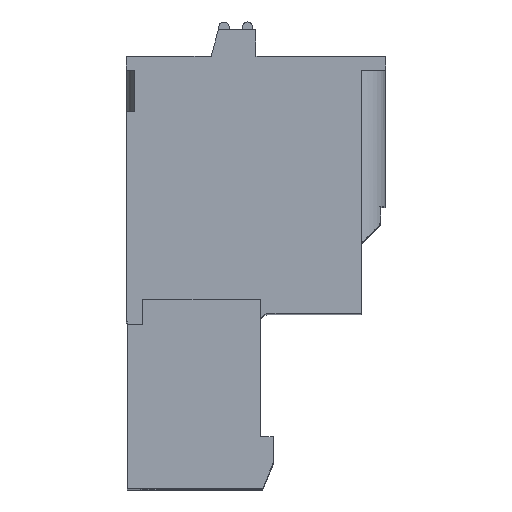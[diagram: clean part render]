
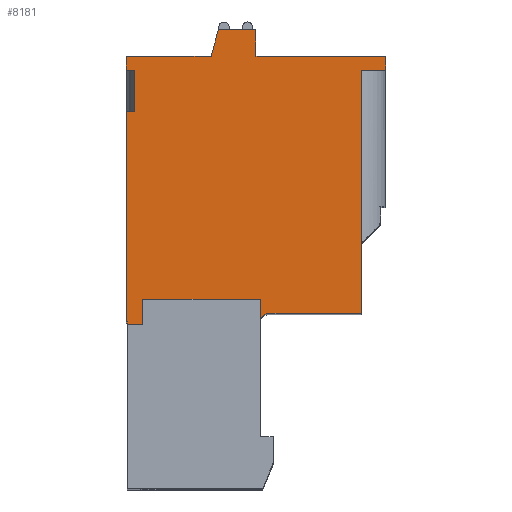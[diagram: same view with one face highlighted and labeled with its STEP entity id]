
A CAD part, top view. The second image highlights one B-rep face of the part: STEP entity #8181.
In plain terms, the highlighted planar face has unit normal (0, 0, 1).
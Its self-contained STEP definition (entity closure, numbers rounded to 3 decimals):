
#468=DIRECTION('',(0.,1.,0.));
#469=VECTOR('',#468,1.3);
#470=CARTESIAN_POINT('',(3.741,-4.022,2.5));
#471=LINE('',#470,#469);
#472=DIRECTION('',(-1.,0.,0.));
#473=VECTOR('',#472,6.8);
#474=CARTESIAN_POINT('',(3.741,-2.722,2.5));
#475=LINE('',#474,#473);
#476=DIRECTION('',(0.,-1.,0.));
#477=VECTOR('',#476,1.45);
#478=CARTESIAN_POINT('',(-3.059,-2.722,2.5));
#479=LINE('',#478,#477);
#480=DIRECTION('',(-1.,0.,0.));
#481=VECTOR('',#480,0.9);
#482=CARTESIAN_POINT('',(-3.059,-4.172,2.5));
#483=LINE('',#482,#481);
#484=DIRECTION('',(0.,-1.,0.));
#485=VECTOR('',#484,0.15);
#486=CARTESIAN_POINT('',(-3.959,-4.022,2.5));
#487=LINE('',#486,#485);
#488=DIRECTION('',(1.,0.,0.));
#489=VECTOR('',#488,0.05);
#490=CARTESIAN_POINT('',(-4.009,-4.022,2.5));
#491=LINE('',#490,#489);
#492=DIRECTION('',(0.,-1.,0.));
#493=VECTOR('',#492,12.15);
#494=CARTESIAN_POINT('',(-4.009,8.128,2.5));
#495=LINE('',#494,#493);
#496=DIRECTION('',(1.,0.,0.));
#497=VECTOR('',#496,0.5);
#498=CARTESIAN_POINT('',(-4.009,8.128,2.5));
#499=LINE('',#498,#497);
#500=DIRECTION('',(0.,-1.,0.));
#501=VECTOR('',#500,2.4);
#502=CARTESIAN_POINT('',(-3.509,10.528,2.5));
#503=LINE('',#502,#501);
#504=DIRECTION('',(1.,0.,0.));
#505=VECTOR('',#504,0.5);
#506=CARTESIAN_POINT('',(-4.009,10.528,2.5));
#507=LINE('',#506,#505);
#508=DIRECTION('',(0.,-1.,0.));
#509=VECTOR('',#508,0.8);
#510=CARTESIAN_POINT('',(-4.009,11.328,2.5));
#511=LINE('',#510,#509);
#512=DIRECTION('',(-1.,0.,0.));
#513=VECTOR('',#512,4.907);
#514=CARTESIAN_POINT('',(0.898,11.328,2.5));
#515=LINE('',#514,#513);
#516=DIRECTION('',(-0.259,-0.966,0.));
#517=VECTOR('',#516,1.605);
#518=CARTESIAN_POINT('',(1.313,12.878,2.5));
#519=LINE('',#518,#517);
#520=DIRECTION('',(-1.,0.,0.));
#521=VECTOR('',#520,2.178);
#522=CARTESIAN_POINT('',(3.491,12.878,2.5));
#523=LINE('',#522,#521);
#524=DIRECTION('',(0.,1.,0.));
#525=VECTOR('',#524,1.55);
#526=CARTESIAN_POINT('',(3.491,11.328,2.5));
#527=LINE('',#526,#525);
#528=DIRECTION('',(-1.,0.,0.));
#529=VECTOR('',#528,7.5);
#530=CARTESIAN_POINT('',(10.991,11.328,2.5));
#531=LINE('',#530,#529);
#532=DIRECTION('',(0.,1.,0.));
#533=VECTOR('',#532,0.8);
#534=CARTESIAN_POINT('',(10.991,10.528,2.5));
#535=LINE('',#534,#533);
#536=DIRECTION('',(-1.,0.,0.));
#537=VECTOR('',#536,1.4);
#538=CARTESIAN_POINT('',(10.991,10.528,2.5));
#539=LINE('',#538,#537);
#540=DIRECTION('',(1.,0.,0.));
#541=VECTOR('',#540,5.35);
#542=CARTESIAN_POINT('',(4.241,-3.522,2.5));
#543=LINE('',#542,#541);
#544=CARTESIAN_POINT('',(4.241,-4.022,2.5));
#545=DIRECTION('',(0.,0.,-1.));
#546=DIRECTION('',(-1.,0.,0.));
#547=AXIS2_PLACEMENT_3D('',#544,#545,#546);
#2174=DIRECTION('',(0.,1.,0.));
#2175=VECTOR('',#2174,14.05);
#2176=CARTESIAN_POINT('',(9.591,-3.522,2.5));
#2177=LINE('',#2176,#2175);
#5963=CARTESIAN_POINT('',(-4.009,-4.022,2.5));
#5964=CARTESIAN_POINT('',(-3.959,-4.022,2.5));
#5965=VERTEX_POINT('',#5963);
#5966=VERTEX_POINT('',#5964);
#5967=CARTESIAN_POINT('',(4.241,-3.522,2.5));
#5968=CARTESIAN_POINT('',(9.591,-3.522,2.5));
#5969=VERTEX_POINT('',#5967);
#5970=VERTEX_POINT('',#5968);
#5971=CARTESIAN_POINT('',(10.991,11.328,2.5));
#5972=CARTESIAN_POINT('',(3.491,11.328,2.5));
#5973=VERTEX_POINT('',#5971);
#5974=VERTEX_POINT('',#5972);
#5975=CARTESIAN_POINT('',(3.491,12.878,2.5));
#5976=VERTEX_POINT('',#5975);
#5977=CARTESIAN_POINT('',(1.313,12.878,2.5));
#5978=VERTEX_POINT('',#5977);
#5979=CARTESIAN_POINT('',(0.898,11.328,2.5));
#5980=VERTEX_POINT('',#5979);
#5981=CARTESIAN_POINT('',(-4.009,11.328,2.5));
#5982=VERTEX_POINT('',#5981);
#5987=CARTESIAN_POINT('',(10.991,10.528,2.5));
#5988=CARTESIAN_POINT('',(9.591,10.528,2.5));
#5989=VERTEX_POINT('',#5987);
#5990=VERTEX_POINT('',#5988);
#6105=CARTESIAN_POINT('',(3.741,-4.022,2.5));
#6106=CARTESIAN_POINT('',(3.741,-2.722,2.5));
#6107=VERTEX_POINT('',#6105);
#6108=VERTEX_POINT('',#6106);
#6109=CARTESIAN_POINT('',(-3.059,-2.722,2.5));
#6110=VERTEX_POINT('',#6109);
#6111=CARTESIAN_POINT('',(-3.059,-4.172,2.5));
#6112=VERTEX_POINT('',#6111);
#6113=CARTESIAN_POINT('',(-3.959,-4.172,2.5));
#6114=VERTEX_POINT('',#6113);
#6119=CARTESIAN_POINT('',(-4.009,10.528,2.5));
#6120=CARTESIAN_POINT('',(-3.509,10.528,2.5));
#6121=VERTEX_POINT('',#6119);
#6122=VERTEX_POINT('',#6120);
#6123=CARTESIAN_POINT('',(-4.009,8.128,2.5));
#6124=CARTESIAN_POINT('',(-3.509,8.128,2.5));
#6125=VERTEX_POINT('',#6123);
#6126=VERTEX_POINT('',#6124);
#8135=CARTESIAN_POINT('',(0.,0.,2.5));
#8136=DIRECTION('',(0.,0.,1.));
#8137=DIRECTION('',(1.,0.,0.));
#8138=AXIS2_PLACEMENT_3D('',#8135,#8136,#8137);
#8139=PLANE('',#8138);
#8140=ORIENTED_EDGE('',*,*,#8116,.T.);
#8142=ORIENTED_EDGE('',*,*,#8141,.T.);
#8144=ORIENTED_EDGE('',*,*,#8143,.T.);
#8146=ORIENTED_EDGE('',*,*,#8145,.T.);
#8147=ORIENTED_EDGE('',*,*,#7759,.F.);
#8149=ORIENTED_EDGE('',*,*,#8148,.F.);
#8151=ORIENTED_EDGE('',*,*,#8150,.F.);
#8153=ORIENTED_EDGE('',*,*,#8152,.T.);
#8155=ORIENTED_EDGE('',*,*,#8154,.F.);
#8157=ORIENTED_EDGE('',*,*,#8156,.F.);
#8159=ORIENTED_EDGE('',*,*,#8158,.F.);
#8161=ORIENTED_EDGE('',*,*,#8160,.F.);
#8163=ORIENTED_EDGE('',*,*,#8162,.F.);
#8165=ORIENTED_EDGE('',*,*,#8164,.F.);
#8167=ORIENTED_EDGE('',*,*,#8166,.F.);
#8169=ORIENTED_EDGE('',*,*,#8168,.F.);
#8171=ORIENTED_EDGE('',*,*,#8170,.F.);
#8173=ORIENTED_EDGE('',*,*,#8172,.T.);
#8175=ORIENTED_EDGE('',*,*,#8174,.F.);
#8177=ORIENTED_EDGE('',*,*,#8176,.F.);
#8178=ORIENTED_EDGE('',*,*,#8128,.F.);
#8179=EDGE_LOOP('',(#8140,#8142,#8144,#8146,#8147,#8149,#8151,#8153,#8155,#8157,
#8159,#8161,#8163,#8165,#8167,#8169,#8171,#8173,#8175,#8177,#8178));
#8180=FACE_OUTER_BOUND('',#8179,.F.);
#548=CIRCLE('',#547,0.5);
#7759=EDGE_CURVE('',#5966,#6114,#487,.T.);
#8116=EDGE_CURVE('',#6107,#6108,#471,.T.);
#8128=EDGE_CURVE('',#6107,#5969,#548,.T.);
#8141=EDGE_CURVE('',#6108,#6110,#475,.T.);
#8143=EDGE_CURVE('',#6110,#6112,#479,.T.);
#8145=EDGE_CURVE('',#6112,#6114,#483,.T.);
#8148=EDGE_CURVE('',#5965,#5966,#491,.T.);
#8150=EDGE_CURVE('',#6125,#5965,#495,.T.);
#8152=EDGE_CURVE('',#6125,#6126,#499,.T.);
#8154=EDGE_CURVE('',#6122,#6126,#503,.T.);
#8156=EDGE_CURVE('',#6121,#6122,#507,.T.);
#8158=EDGE_CURVE('',#5982,#6121,#511,.T.);
#8160=EDGE_CURVE('',#5980,#5982,#515,.T.);
#8162=EDGE_CURVE('',#5978,#5980,#519,.T.);
#8164=EDGE_CURVE('',#5976,#5978,#523,.T.);
#8166=EDGE_CURVE('',#5974,#5976,#527,.T.);
#8168=EDGE_CURVE('',#5973,#5974,#531,.T.);
#8170=EDGE_CURVE('',#5989,#5973,#535,.T.);
#8172=EDGE_CURVE('',#5989,#5990,#539,.T.);
#8174=EDGE_CURVE('',#5970,#5990,#2177,.T.);
#8176=EDGE_CURVE('',#5969,#5970,#543,.T.);
#8181=ADVANCED_FACE('',(#8180),#8139,.T.);
